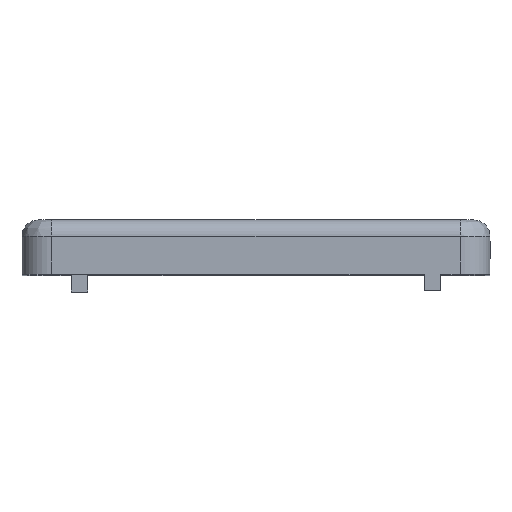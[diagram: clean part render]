
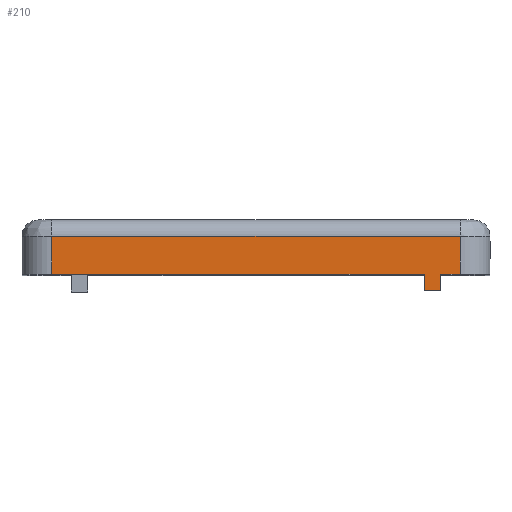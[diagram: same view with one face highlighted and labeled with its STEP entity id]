
A CAD part, top view. The second image highlights one B-rep face of the part: STEP entity #210.
In plain terms, the highlighted planar face has unit normal (0, 0, 1).
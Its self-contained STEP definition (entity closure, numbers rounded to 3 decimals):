
#210 = ADVANCED_FACE( 'NONE', ( #461 ), #462, .T. );
#461 = FACE_OUTER_BOUND( '', #824, .T. );
#462 = PLANE( '', #825 );
#824 = EDGE_LOOP( '', ( #1415, #1416, #1417, #1418, #1419, #1420, #1421, #1422 ) );
#825 = AXIS2_PLACEMENT_3D( '', #1423, #1424, #1425 );
#1415 = ORIENTED_EDGE( '', *, *, #1854, .T. );
#1416 = ORIENTED_EDGE( '', *, *, #1892, .F. );
#1417 = ORIENTED_EDGE( '', *, *, #1726, .F. );
#1418 = ORIENTED_EDGE( '', *, *, #1893, .T. );
#1419 = ORIENTED_EDGE( '', *, *, #1862, .T. );
#1420 = ORIENTED_EDGE( '', *, *, #1894, .F. );
#1421 = ORIENTED_EDGE( '', *, *, #1784, .F. );
#1422 = ORIENTED_EDGE( '', *, *, #1895, .T. );
#1423 = CARTESIAN_POINT( '', ( -12.4, 0., 21.7 ) );
#1424 = DIRECTION( '', ( 0., 0., 1. ) );
#1425 = DIRECTION( '', ( 1., 0., 0. ) );
#1726 = EDGE_CURVE( 'NONE', #2078, #2080, #2081, .T. );
#1784 = EDGE_CURVE( 'NONE', #2064, #2177, #2178, .T. );
#1854 = EDGE_CURVE( 'NONE', #2274, #2272, #2275, .T. );
#1862 = EDGE_CURVE( 'NONE', #2286, #2287, #2288, .T. );
#1892 = EDGE_CURVE( 'NONE', #2080, #2272, #2321, .T. );
#1893 = EDGE_CURVE( 'NONE', #2078, #2286, #2322, .T. );
#1894 = EDGE_CURVE( 'NONE', #2177, #2287, #2323, .T. );
#1895 = EDGE_CURVE( 'NONE', #2064, #2274, #2324, .T. );
#2064 = VERTEX_POINT( 'NONE', #2522 );
#2078 = VERTEX_POINT( 'NONE', #2536 );
#2080 = VERTEX_POINT( 'NONE', #2539 );
#2081 = LINE( '', #2540, #2541 );
#2177 = VERTEX_POINT( 'NONE', #2664 );
#2178 = LINE( '', #2665, #2666 );
#2272 = VERTEX_POINT( 'NONE', #2790 );
#2274 = VERTEX_POINT( 'NONE', #2793 );
#2275 = LINE( '', #2794, #2795 );
#2286 = VERTEX_POINT( 'NONE', #2808 );
#2287 = VERTEX_POINT( 'NONE', #2809 );
#2288 = LINE( '', #2810, #2811 );
#2321 = LINE( '', #2856, #2857 );
#2322 = LINE( '', #2858, #2859 );
#2323 = LINE( '', #2860, #2861 );
#2324 = LINE( '', #2862, #2863 );
#2522 = CARTESIAN_POINT( '', ( -12.4, -1., 21.7 ) );
#2536 = CARTESIAN_POINT( '', ( 11.2, -4.3, 21.7 ) );
#2539 = CARTESIAN_POINT( '', ( 10.2, -4.3, 21.7 ) );
#2540 = CARTESIAN_POINT( '', ( 11.2, -4.3, 21.7 ) );
#2541 = VECTOR( '', #3052, 1000. );
#2664 = CARTESIAN_POINT( '', ( 12.4, -1., 21.7 ) );
#2665 = CARTESIAN_POINT( '', ( -12.4, -1., 21.7 ) );
#2666 = VECTOR( '', #3146, 1000. );
#2790 = CARTESIAN_POINT( '', ( 10.2, -3.3, 21.7 ) );
#2793 = CARTESIAN_POINT( '', ( -12.4, -3.3, 21.7 ) );
#2794 = CARTESIAN_POINT( '', ( -12.4, -3.3, 21.7 ) );
#2795 = VECTOR( '', #3247, 1000. );
#2808 = CARTESIAN_POINT( '', ( 11.2, -3.3, 21.7 ) );
#2809 = CARTESIAN_POINT( '', ( 12.4, -3.3, 21.7 ) );
#2810 = CARTESIAN_POINT( '', ( -12.4, -3.3, 21.7 ) );
#2811 = VECTOR( '', #3259, 1000. );
#2856 = CARTESIAN_POINT( '', ( 10.2, -4.3, 21.7 ) );
#2857 = VECTOR( '', #3290, 1000. );
#2858 = CARTESIAN_POINT( '', ( 11.2, -4.3, 21.7 ) );
#2859 = VECTOR( '', #3291, 1000. );
#2860 = CARTESIAN_POINT( '', ( 12.4, 0., 21.7 ) );
#2861 = VECTOR( '', #3292, 1000. );
#2862 = CARTESIAN_POINT( '', ( -12.4, 0., 21.7 ) );
#2863 = VECTOR( '', #3293, 1000. );
#3052 = DIRECTION( '', ( -1., 0., 0. ) );
#3146 = DIRECTION( '', ( 1., 0., 0. ) );
#3247 = DIRECTION( '', ( 1., 0., 0. ) );
#3259 = DIRECTION( '', ( 1., 0., 0. ) );
#3290 = DIRECTION( '', ( 0., 1., 0. ) );
#3291 = DIRECTION( '', ( 0., 1., 0. ) );
#3292 = DIRECTION( '', ( 0., -1., 0. ) );
#3293 = DIRECTION( '', ( 0., -1., 0. ) );
